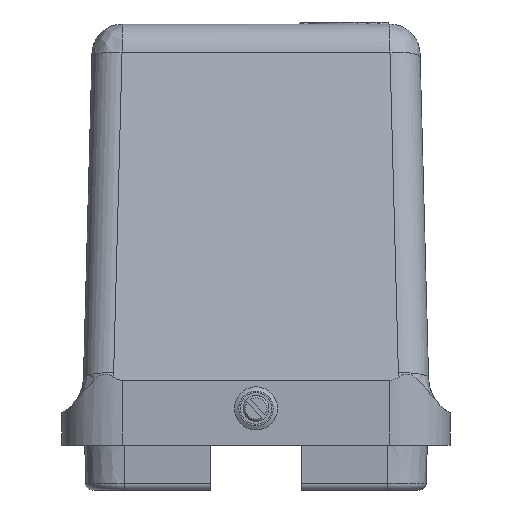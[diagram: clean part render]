
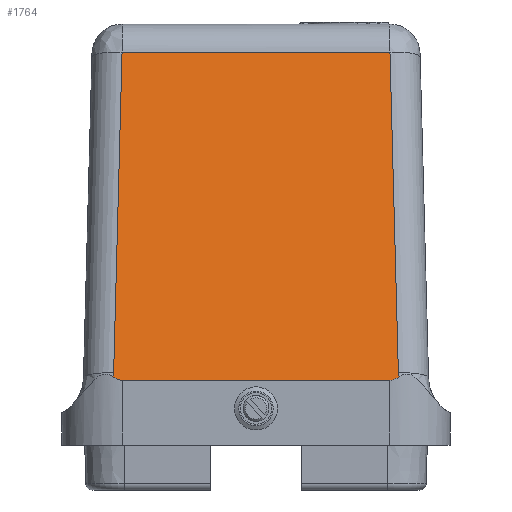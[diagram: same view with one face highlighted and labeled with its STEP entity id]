
A CAD part, left-side view. The second image highlights one B-rep face of the part: STEP entity #1764.
In plain terms, the highlighted planar face has unit normal (-0.982, 0, 0.191).
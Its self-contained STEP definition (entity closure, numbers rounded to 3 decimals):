
#87=ELLIPSE('',#11144,73.372,14.);
#88=ELLIPSE('',#11145,16.809,16.5);
#89=ELLIPSE('',#11146,16.809,16.5);
#90=ELLIPSE('',#11147,73.372,14.);
#1210=PLANE('',#11148);
#1410=FACE_OUTER_BOUND('',#2524,.T.);
#1764=ADVANCED_FACE('',(#1410),#1210,.F.);
#2524=EDGE_LOOP('',(#3307,#3308,#3309,#3310,#3311,#3312,#3313,#3314));
#3307=ORIENTED_EDGE('',*,*,#5688,.T.);
#3308=ORIENTED_EDGE('',*,*,#5689,.T.);
#3309=ORIENTED_EDGE('',*,*,#5690,.T.);
#3310=ORIENTED_EDGE('',*,*,#5691,.T.);
#3311=ORIENTED_EDGE('',*,*,#5692,.T.);
#3312=ORIENTED_EDGE('',*,*,#5693,.T.);
#3313=ORIENTED_EDGE('',*,*,#5694,.T.);
#3314=ORIENTED_EDGE('',*,*,#5529,.F.);
#4878=VERTEX_POINT('',#15881);
#4879=VERTEX_POINT('',#15883);
#5010=VERTEX_POINT('',#16225);
#5011=VERTEX_POINT('',#16227);
#5012=VERTEX_POINT('',#16229);
#5013=VERTEX_POINT('',#16231);
#5014=VERTEX_POINT('',#16233);
#5015=VERTEX_POINT('',#16235);
#5529=EDGE_CURVE('',#4878,#4879,#8434,.T.);
#5688=EDGE_CURVE('',#4878,#5010,#87,.T.);
#5689=EDGE_CURVE('',#5010,#5011,#88,.T.);
#5690=EDGE_CURVE('',#5011,#5012,#8542,.T.);
#5691=EDGE_CURVE('',#5012,#5013,#8543,.T.);
#5692=EDGE_CURVE('',#5013,#5014,#8544,.T.);
#5693=EDGE_CURVE('',#5014,#5015,#89,.T.);
#5694=EDGE_CURVE('',#5015,#4879,#90,.T.);
#8434=LINE('',#15882,#9167);
#8542=LINE('',#16228,#9275);
#8543=LINE('',#16230,#9276);
#8544=LINE('',#16232,#9277);
#9167=VECTOR('',#12154,1.);
#9275=VECTOR('',#12408,1.);
#9276=VECTOR('',#12409,1.);
#9277=VECTOR('',#12410,1.);
#11144=AXIS2_PLACEMENT_3D('',#16224,#12404,#12405);
#11145=AXIS2_PLACEMENT_3D('',#16226,#12406,#12407);
#11146=AXIS2_PLACEMENT_3D('',#16234,#12411,#12412);
#11147=AXIS2_PLACEMENT_3D('',#16236,#12413,#12414);
#11148=AXIS2_PLACEMENT_3D('',#16237,#12415,#12416);
#12154=DIRECTION('',(0.,1.,0.));
#12404=DIRECTION('',(-0.982,0.,0.191));
#12405=DIRECTION('',(-0.191,0.,-0.982));
#12406=DIRECTION('',(0.982,0.,-0.191));
#12407=DIRECTION('',(-0.191,0.,-0.982));
#12408=DIRECTION('',(0.191,0.026,0.981));
#12409=DIRECTION('',(0.,1.,0.));
#12410=DIRECTION('',(-0.191,0.026,-0.981));
#12411=DIRECTION('',(0.982,0.,-0.191));
#12412=DIRECTION('',(-0.191,0.,-0.982));
#12413=DIRECTION('',(-0.982,0.,0.191));
#12414=DIRECTION('',(-0.191,0.,-0.982));
#12415=DIRECTION('',(0.982,0.,-0.191));
#12416=DIRECTION('',(-0.191,0.,-0.982));
#15881=CARTESIAN_POINT('',(-66.,-31.,6.1));
#15882=CARTESIAN_POINT('',(-66.,-45.1,6.1));
#15883=CARTESIAN_POINT('',(-66.,31.,6.1));
#16224=CARTESIAN_POINT('',(-52.,-31.,78.124));
#16225=CARTESIAN_POINT('',(-65.848,-33.058,6.883));
#16226=CARTESIAN_POINT('',(-65.572,-49.497,8.304));
#16227=CARTESIAN_POINT('',(-65.656,-33.002,7.872));
#16228=CARTESIAN_POINT('',(-50.014,-30.895,88.342));
#16229=CARTESIAN_POINT('',(-51.203,-31.055,82.226));
#16230=CARTESIAN_POINT('',(-51.203,-45.1,82.226));
#16231=CARTESIAN_POINT('',(-51.203,31.055,82.226));
#16232=CARTESIAN_POINT('',(-49.572,30.836,90.616));
#16233=CARTESIAN_POINT('',(-65.656,33.002,7.872));
#16234=CARTESIAN_POINT('',(-65.572,49.497,8.304));
#16235=CARTESIAN_POINT('',(-65.848,33.058,6.883));
#16236=CARTESIAN_POINT('',(-52.,31.,78.124));
#16237=CARTESIAN_POINT('',(-49.944,-45.1,88.7));
